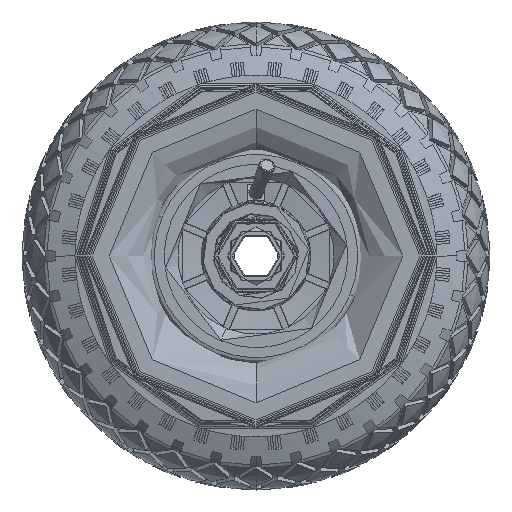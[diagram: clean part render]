
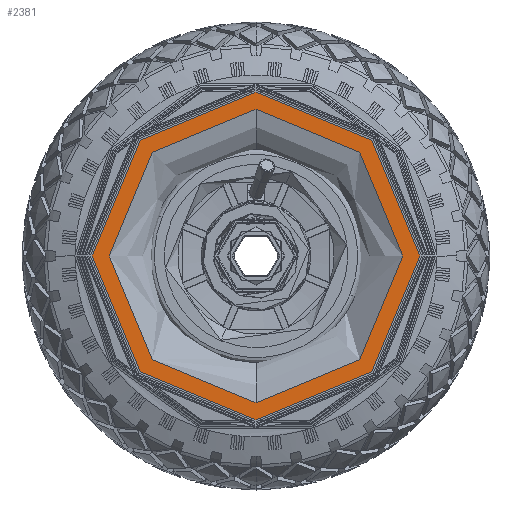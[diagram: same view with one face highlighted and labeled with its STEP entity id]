
A CAD part, front view. The second image highlights one B-rep face of the part: STEP entity #2381.
In plain terms, the highlighted planar face has unit normal (0, -1, 0).
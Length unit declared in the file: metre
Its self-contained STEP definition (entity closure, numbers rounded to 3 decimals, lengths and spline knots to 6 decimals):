
#2381=ADVANCED_FACE('20:8510',(#6918,#6919),#6920,.T.);
#6918=FACE_OUTER_BOUND('',#150013,.T.);
#6919=FACE_BOUND('',#150014,.T.);
#6920=PLANE('',#150015);
#150013=EDGE_LOOP('',(#241046,#241047));
#150014=EDGE_LOOP('',(#241048,#241049));
#150015=AXIS2_PLACEMENT_3D('',#241050,#241051,#241052);
#241046=ORIENTED_EDGE('',*,*,#262303,.F.);
#241047=ORIENTED_EDGE('',*,*,#266136,.F.);
#241048=ORIENTED_EDGE('',*,*,#263400,.F.);
#241049=ORIENTED_EDGE('',*,*,#263392,.F.);
#241050=CARTESIAN_POINT('',(-0.088,-0.0425,0.0));
#241051=DIRECTION('',(0.,-1.0,0.0));
#241052=DIRECTION('',(1.0,0.,0.0));
#262303=EDGE_CURVE('20:23018',#271462,#271458,#271464,.T.);
#263392=EDGE_CURVE('20:23021',#273549,#273551,#273552,.T.);
#263400=EDGE_CURVE('20:23021',#273551,#273549,#273562,.T.);
#266136=EDGE_CURVE('20:23018',#271458,#271462,#277829,.T.);
#271458=VERTEX_POINT('',#291498);
#271462=VERTEX_POINT('',#291503);
#271464=CIRCLE('',#291506,0.091);
#273549=VERTEX_POINT('',#297492);
#273551=VERTEX_POINT('',#297494);
#273552=CIRCLE('',#297495,0.0815);
#273562=CIRCLE('',#297505,0.0815);
#277829=CIRCLE('',#313273,0.091);
#291498=CARTESIAN_POINT('',(-0.091,-0.0425,0.));
#291503=CARTESIAN_POINT('',(0.091,-0.0425,0.));
#291506=AXIS2_PLACEMENT_3D('',#333310,#333311,#333312);
#297492=CARTESIAN_POINT('',(0.,-0.0425,-0.0815));
#297494=CARTESIAN_POINT('',(0.,-0.0425,0.0815));
#297495=AXIS2_PLACEMENT_3D('',#334704,#334705,#334706);
#297505=AXIS2_PLACEMENT_3D('',#334728,#334729,#334730);
#313273=AXIS2_PLACEMENT_3D('',#335809,#335810,#335811);
#333310=CARTESIAN_POINT('',(0.0,-0.0425,0.0));
#333311=DIRECTION('',(0.0,1.0,-0.0));
#333312=DIRECTION('',(-1.0,0.0,0.0));
#334704=CARTESIAN_POINT('',(0.,-0.0425,0.0));
#334705=DIRECTION('',(0.,-1.0,-0.0));
#334706=DIRECTION('',(-1.0,0.,0.0));
#334728=CARTESIAN_POINT('',(0.,-0.0425,0.0));
#334729=DIRECTION('',(0.,-1.0,-0.0));
#334730=DIRECTION('',(-1.0,0.,0.0));
#335809=CARTESIAN_POINT('',(0.0,-0.0425,0.0));
#335810=DIRECTION('',(0.0,1.0,-0.0));
#335811=DIRECTION('',(-1.0,0.0,0.0));
